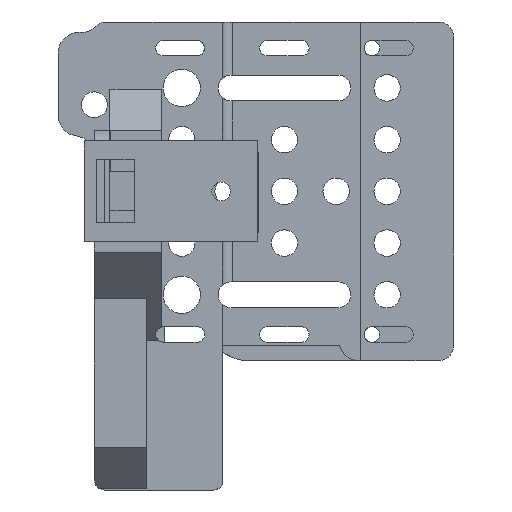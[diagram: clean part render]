
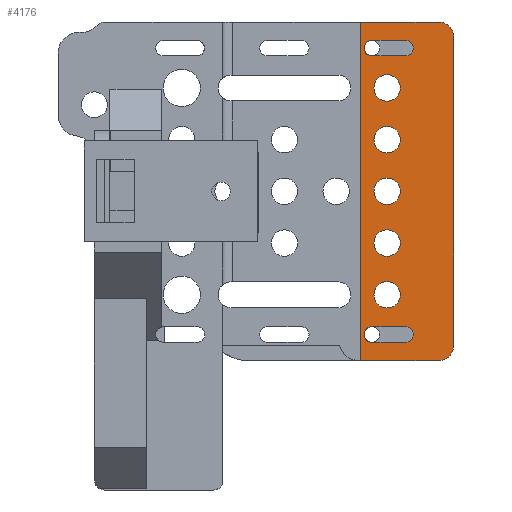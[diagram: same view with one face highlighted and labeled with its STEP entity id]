
A CAD part, front view. The second image highlights one B-rep face of the part: STEP entity #4176.
In plain terms, the highlighted planar face has unit normal (0, -1, 0).
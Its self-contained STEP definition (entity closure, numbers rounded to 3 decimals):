
#92=FACE_BOUND('',#720,.T.);
#93=FACE_BOUND('',#721,.T.);
#94=FACE_BOUND('',#722,.T.);
#95=FACE_BOUND('',#723,.T.);
#96=FACE_BOUND('',#724,.T.);
#97=FACE_BOUND('',#725,.T.);
#98=FACE_BOUND('',#726,.T.);
#295=CIRCLE('',#4486,1.5);
#309=CIRCLE('',#4520,3.);
#310=CIRCLE('',#4521,3.);
#311=CIRCLE('',#4522,2.55);
#312=CIRCLE('',#4523,2.55);
#313=CIRCLE('',#4524,2.55);
#314=CIRCLE('',#4525,2.55);
#315=CIRCLE('',#4526,2.55);
#316=CIRCLE('',#4527,1.5);
#317=CIRCLE('',#4528,1.5);
#318=CIRCLE('',#4529,1.5);
#470=FACE_OUTER_BOUND('',#719,.T.);
#719=EDGE_LOOP('',(#3289,#3290,#3291,#3292,#3293,#3294));
#720=EDGE_LOOP('',(#3295));
#721=EDGE_LOOP('',(#3296));
#722=EDGE_LOOP('',(#3297));
#723=EDGE_LOOP('',(#3298));
#724=EDGE_LOOP('',(#3299));
#725=EDGE_LOOP('',(#3300,#3301,#3302,#3303));
#726=EDGE_LOOP('',(#3304,#3305,#3306,#3307));
#991=LINE('',#6334,#1408);
#1005=LINE('',#6372,#1422);
#1067=LINE('',#6537,#1484);
#1071=LINE('',#6546,#1488);
#1077=LINE('',#6557,#1494);
#1122=LINE('',#6677,#1539);
#1123=LINE('',#6691,#1540);
#1124=LINE('',#6695,#1541);
#1408=VECTOR('',#5070,10.);
#1422=VECTOR('',#5106,10.);
#1484=VECTOR('',#5242,10.);
#1488=VECTOR('',#5252,10.);
#1494=VECTOR('',#5260,10.);
#1539=VECTOR('',#5369,10.);
#1540=VECTOR('',#5382,10.);
#1541=VECTOR('',#5385,10.);
#1875=VERTEX_POINT('',#6330);
#1877=VERTEX_POINT('',#6333);
#1890=VERTEX_POINT('',#6371);
#1935=VERTEX_POINT('',#6534);
#1936=VERTEX_POINT('',#6536);
#1937=VERTEX_POINT('',#6540);
#1938=VERTEX_POINT('',#6544);
#1942=VERTEX_POINT('',#6555);
#1980=VERTEX_POINT('',#6674);
#1981=VERTEX_POINT('',#6676);
#1982=VERTEX_POINT('',#6679);
#1983=VERTEX_POINT('',#6681);
#1984=VERTEX_POINT('',#6683);
#1985=VERTEX_POINT('',#6685);
#1986=VERTEX_POINT('',#6687);
#1987=VERTEX_POINT('',#6689);
#1988=VERTEX_POINT('',#6690);
#1989=VERTEX_POINT('',#6692);
#1990=VERTEX_POINT('',#6694);
#2311=EDGE_CURVE('',#1877,#1875,#991,.T.);
#2330=EDGE_CURVE('',#1890,#1877,#1005,.T.);
#2405=EDGE_CURVE('',#1936,#1935,#1067,.T.);
#2408=EDGE_CURVE('',#1935,#1937,#295,.T.);
#2410=EDGE_CURVE('',#1937,#1938,#1071,.T.);
#2416=EDGE_CURVE('',#1875,#1942,#1077,.T.);
#2475=EDGE_CURVE('',#1942,#1980,#309,.T.);
#2476=EDGE_CURVE('',#1980,#1981,#1122,.T.);
#2477=EDGE_CURVE('',#1981,#1890,#310,.T.);
#2478=EDGE_CURVE('',#1982,#1982,#311,.T.);
#2479=EDGE_CURVE('',#1983,#1983,#312,.T.);
#2480=EDGE_CURVE('',#1984,#1984,#313,.T.);
#2481=EDGE_CURVE('',#1985,#1985,#314,.T.);
#2482=EDGE_CURVE('',#1986,#1986,#315,.T.);
#2483=EDGE_CURVE('',#1987,#1988,#1123,.T.);
#2484=EDGE_CURVE('',#1988,#1989,#316,.T.);
#2485=EDGE_CURVE('',#1989,#1990,#1124,.T.);
#2486=EDGE_CURVE('',#1990,#1987,#317,.T.);
#2487=EDGE_CURVE('',#1938,#1936,#318,.T.);
#3289=ORIENTED_EDGE('',*,*,#2311,.T.);
#3290=ORIENTED_EDGE('',*,*,#2416,.T.);
#3291=ORIENTED_EDGE('',*,*,#2475,.T.);
#3292=ORIENTED_EDGE('',*,*,#2476,.T.);
#3293=ORIENTED_EDGE('',*,*,#2477,.T.);
#3294=ORIENTED_EDGE('',*,*,#2330,.T.);
#3295=ORIENTED_EDGE('',*,*,#2478,.T.);
#3296=ORIENTED_EDGE('',*,*,#2479,.T.);
#3297=ORIENTED_EDGE('',*,*,#2480,.T.);
#3298=ORIENTED_EDGE('',*,*,#2481,.T.);
#3299=ORIENTED_EDGE('',*,*,#2482,.T.);
#3300=ORIENTED_EDGE('',*,*,#2483,.T.);
#3301=ORIENTED_EDGE('',*,*,#2484,.T.);
#3302=ORIENTED_EDGE('',*,*,#2485,.T.);
#3303=ORIENTED_EDGE('',*,*,#2486,.T.);
#3304=ORIENTED_EDGE('',*,*,#2410,.T.);
#3305=ORIENTED_EDGE('',*,*,#2487,.T.);
#3306=ORIENTED_EDGE('',*,*,#2405,.T.);
#3307=ORIENTED_EDGE('',*,*,#2408,.T.);
#4032=PLANE('',#4519);
#4176=ADVANCED_FACE('',(#470,#92,#93,#94,#95,#96,#97,#98),#4032,.F.);
#4486=AXIS2_PLACEMENT_3D('',#6542,#5247,#5248);
#4519=AXIS2_PLACEMENT_3D('',#6673,#5365,#5366);
#4520=AXIS2_PLACEMENT_3D('',#6675,#5367,#5368);
#4521=AXIS2_PLACEMENT_3D('',#6678,#5370,#5371);
#4522=AXIS2_PLACEMENT_3D('',#6680,#5372,#5373);
#4523=AXIS2_PLACEMENT_3D('',#6682,#5374,#5375);
#4524=AXIS2_PLACEMENT_3D('',#6684,#5376,#5377);
#4525=AXIS2_PLACEMENT_3D('',#6686,#5378,#5379);
#4526=AXIS2_PLACEMENT_3D('',#6688,#5380,#5381);
#4527=AXIS2_PLACEMENT_3D('',#6693,#5383,#5384);
#4528=AXIS2_PLACEMENT_3D('',#6696,#5386,#5387);
#4529=AXIS2_PLACEMENT_3D('',#6697,#5388,#5389);
#5070=DIRECTION('',(0.,0.,-1.));
#5106=DIRECTION('',(-1.,0.,0.));
#5242=DIRECTION('',(1.,0.,0.));
#5247=DIRECTION('center_axis',(0.,1.,0.));
#5248=DIRECTION('ref_axis',(0.,0.,-1.));
#5252=DIRECTION('',(-1.,0.,0.));
#5260=DIRECTION('',(1.,0.,0.));
#5365=DIRECTION('center_axis',(0.,1.,0.));
#5366=DIRECTION('ref_axis',(0.,0.,1.));
#5367=DIRECTION('center_axis',(0.,-1.,0.));
#5368=DIRECTION('ref_axis',(1.,0.,0.));
#5369=DIRECTION('',(0.,0.,1.));
#5370=DIRECTION('center_axis',(0.,-1.,0.));
#5371=DIRECTION('ref_axis',(0.,0.,
1.));
#5372=DIRECTION('center_axis',(0.,1.,0.));
#5373=DIRECTION('ref_axis',(1.,0.,0.));
#5374=DIRECTION('center_axis',(0.,1.,0.));
#5375=DIRECTION('ref_axis',(1.,0.,0.));
#5376=DIRECTION('center_axis',(0.,1.,0.));
#5377=DIRECTION('ref_axis',(1.,0.,0.));
#5378=DIRECTION('center_axis',(0.,1.,0.));
#5379=DIRECTION('ref_axis',(1.,0.,0.));
#5380=DIRECTION('center_axis',(0.,1.,0.));
#5381=DIRECTION('ref_axis',(1.,0.,0.));
#5382=DIRECTION('',(-1.,0.,0.));
#5383=DIRECTION('center_axis',(0.,1.,0.));
#5384=DIRECTION('ref_axis',(0.,0.,
1.));
#5385=DIRECTION('',(1.,0.,0.));
#5386=DIRECTION('center_axis',(0.,1.,0.));
#5387=DIRECTION('ref_axis',(0.,0.,-1.));
#5388=DIRECTION('center_axis',(0.,1.,0.));
#5389=DIRECTION('ref_axis',(0.,0.,
1.));
#6330=CARTESIAN_POINT('',(-22.527,0.425,-20.189));
#6333=CARTESIAN_POINT('',(-22.527,0.425,45.311));
#6334=CARTESIAN_POINT('',(-22.527,0.425,28.936));
#6371=CARTESIAN_POINT('',(-7.446,0.425,45.311));
#6372=CARTESIAN_POINT('',(-66.946,0.425,45.311));
#6534=CARTESIAN_POINT('',(-13.796,0.425,-13.639));
#6536=CARTESIAN_POINT('',(-20.296,0.425,-13.639));
#6537=CARTESIAN_POINT('',(-13.796,0.425,-13.639));
#6540=CARTESIAN_POINT('',(-13.796,0.425,-16.639));
#6542=CARTESIAN_POINT('Origin',(-13.796,0.425,-15.139));
#6544=CARTESIAN_POINT('',(-20.296,0.425,-16.639));
#6546=CARTESIAN_POINT('',(-20.296,0.425,-16.639));
#6555=CARTESIAN_POINT('',(-7.446,0.425,-20.189));
#6557=CARTESIAN_POINT('',(-69.946,0.425,-20.189));
#6673=CARTESIAN_POINT('Origin',(-37.196,0.425,12.561));
#6674=CARTESIAN_POINT('',(-4.446,0.425,-17.189));
#6675=CARTESIAN_POINT('Origin',(-7.446,0.425,-17.189));
#6676=CARTESIAN_POINT('',(-4.446,0.425,42.311));
#6677=CARTESIAN_POINT('',(-4.446,0.425,42.311));
#6678=CARTESIAN_POINT('Origin',(-7.446,0.425,42.311));
#6679=CARTESIAN_POINT('',(-19.896,0.425,12.561));
#6680=CARTESIAN_POINT('Origin',(-17.346,0.425,12.561));
#6681=CARTESIAN_POINT('',(-19.896,0.425,22.561));
#6682=CARTESIAN_POINT('Origin',(-17.346,0.425,22.561));
#6683=CARTESIAN_POINT('',(-19.896,0.425,-7.439));
#6684=CARTESIAN_POINT('Origin',(-17.346,0.425,-7.439));
#6685=CARTESIAN_POINT('',(-19.896,0.425,32.561));
#6686=CARTESIAN_POINT('Origin',(-17.346,0.425,32.561));
#6687=CARTESIAN_POINT('',(-19.896,0.425,2.561));
#6688=CARTESIAN_POINT('Origin',(-17.346,0.425,2.561));
#6689=CARTESIAN_POINT('',(-13.796,0.425,38.761));
#6690=CARTESIAN_POINT('',(-20.296,0.425,38.761));
#6691=CARTESIAN_POINT('',(-20.296,0.425,38.761));
#6692=CARTESIAN_POINT('',(-20.296,0.425,41.761));
#6693=CARTESIAN_POINT('Origin',(-20.296,0.425,40.261));
#6694=CARTESIAN_POINT('',(-13.796,0.425,41.761));
#6695=CARTESIAN_POINT('',(-13.796,0.425,41.761));
#6696=CARTESIAN_POINT('Origin',(-13.796,0.425,40.261));
#6697=CARTESIAN_POINT('Origin',(-20.296,0.425,-15.139));
